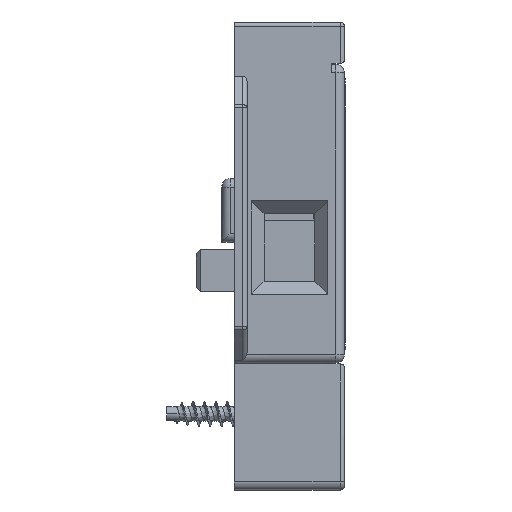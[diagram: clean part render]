
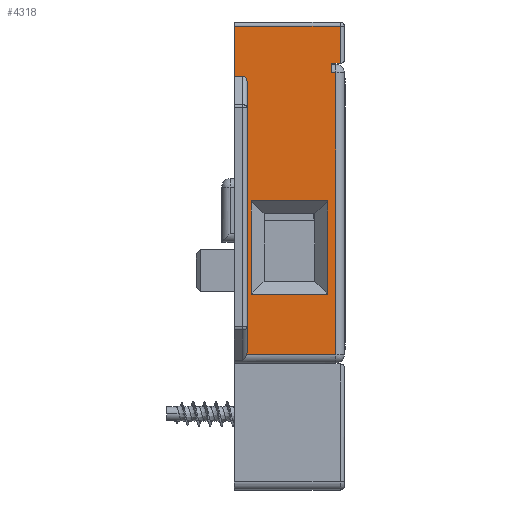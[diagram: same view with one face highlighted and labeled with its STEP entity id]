
A CAD part, front view. The second image highlights one B-rep face of the part: STEP entity #4318.
In plain terms, the highlighted face is planar.
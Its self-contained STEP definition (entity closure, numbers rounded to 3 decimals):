
#121=DIRECTION('',(0.,1.,0.));
#122=VECTOR('',#121,5.914);
#123=CARTESIAN_POINT('',(0.,0.5,-32.25));
#124=LINE('',#123,#122);
#636=DIRECTION('',(1.,0.,0.));
#637=VECTOR('',#636,10.545);
#638=CARTESIAN_POINT('',(1.455,39.3,-32.25));
#639=LINE('',#638,#637);
#666=CARTESIAN_POINT('',(1.5,39.007,-32.25));
#667=CARTESIAN_POINT('',(1.5,39.107,-32.25));
#668=CARTESIAN_POINT('',(1.486,39.205,-32.25));
#669=CARTESIAN_POINT('',(1.455,39.3,-32.25));
#715=DIRECTION('',(0.,-1.,0.));
#716=VECTOR('',#715,31.886);
#717=CARTESIAN_POINT('',(1.5,39.007,-32.25));
#718=LINE('',#717,#716);
#719=DIRECTION('',(1.,0.,0.));
#720=VECTOR('',#719,1.);
#721=CARTESIAN_POINT('',(0.,6.414,-32.25));
#722=LINE('',#721,#720);
#723=DIRECTION('',(-1.,0.,0.));
#724=VECTOR('',#723,1.);
#725=CARTESIAN_POINT('',(12.5,4.9,-32.25));
#726=LINE('',#725,#724);
#727=DIRECTION('',(0.,1.,0.));
#728=VECTOR('',#727,11.);
#729=CARTESIAN_POINT('',(11.,21.15,-32.25));
#730=LINE('',#729,#728);
#743=DIRECTION('',(-1.,0.,0.));
#744=VECTOR('',#743,9.);
#745=CARTESIAN_POINT('',(11.,32.15,-32.25));
#746=LINE('',#745,#744);
#755=DIRECTION('',(0.,-1.,0.));
#756=VECTOR('',#755,11.);
#757=CARTESIAN_POINT('',(2.,32.15,-32.25));
#758=LINE('',#757,#756);
#767=DIRECTION('',(1.,0.,0.));
#768=VECTOR('',#767,9.);
#769=CARTESIAN_POINT('',(2.,21.15,-32.25));
#770=LINE('',#769,#768);
#1128=DIRECTION('',(-1.,0.,0.));
#1129=VECTOR('',#1128,0.5);
#1130=CARTESIAN_POINT('',(12.,6.,-32.25));
#1131=LINE('',#1130,#1129);
#1153=DIRECTION('',(0.,-1.,0.));
#1154=VECTOR('',#1153,1.1);
#1155=CARTESIAN_POINT('',(11.5,6.,-32.25));
#1156=LINE('',#1155,#1154);
#1408=DIRECTION('',(-1.,0.,0.));
#1409=VECTOR('',#1408,12.5);
#1410=CARTESIAN_POINT('',(12.5,0.5,-32.25));
#1411=LINE('',#1410,#1409);
#1417=DIRECTION('',(0.,1.,0.));
#1418=VECTOR('',#1417,4.4);
#1419=CARTESIAN_POINT('',(12.5,0.5,-32.25));
#1420=LINE('',#1419,#1418);
#1973=DIRECTION('',(0.,1.,0.));
#1974=VECTOR('',#1973,33.3);
#1975=CARTESIAN_POINT('',(12.,6.,-32.25));
#1976=LINE('',#1975,#1974);
#2004=CARTESIAN_POINT('',(1.,6.414,-32.25));
#2005=CARTESIAN_POINT('',(1.101,6.414,-32.25));
#2006=CARTESIAN_POINT('',(1.236,6.48,-32.25));
#2007=CARTESIAN_POINT('',(1.426,6.692,-32.25));
#2008=CARTESIAN_POINT('',(1.5,6.92,-32.25));
#2009=CARTESIAN_POINT('',(1.5,7.121,-32.25));
#2643=CARTESIAN_POINT('',(11.5,4.9,-32.25));
#2644=VERTEX_POINT('',#2643);
#2651=CARTESIAN_POINT('',(11.5,6.,-32.25));
#2652=VERTEX_POINT('',#2651);
#2801=CARTESIAN_POINT('',(12.,6.,-32.25));
#2802=CARTESIAN_POINT('',(12.,39.3,-32.25));
#2803=VERTEX_POINT('',#2801);
#2804=VERTEX_POINT('',#2802);
#2921=CARTESIAN_POINT('',(2.,21.15,-32.25));
#2922=CARTESIAN_POINT('',(11.,21.15,-32.25));
#2923=VERTEX_POINT('',#2921);
#2924=VERTEX_POINT('',#2922);
#2929=CARTESIAN_POINT('',(2.,32.15,-32.25));
#2930=VERTEX_POINT('',#2929);
#2933=CARTESIAN_POINT('',(11.,32.15,-32.25));
#2934=VERTEX_POINT('',#2933);
#3211=CARTESIAN_POINT('',(12.5,0.5,-32.25));
#3212=CARTESIAN_POINT('',(0.,0.5,-32.25));
#3213=VERTEX_POINT('',#3211);
#3214=VERTEX_POINT('',#3212);
#3215=CARTESIAN_POINT('',(12.5,4.9,-32.25));
#3216=VERTEX_POINT('',#3215);
#3246=CARTESIAN_POINT('',(1.5,39.007,-32.25));
#3248=VERTEX_POINT('',#3246);
#3257=CARTESIAN_POINT('',(1.5,7.121,-32.25));
#3258=VERTEX_POINT('',#3257);
#3259=CARTESIAN_POINT('',(1.,6.414,-32.25));
#3260=VERTEX_POINT('',#3259);
#3263=CARTESIAN_POINT('',(0.,6.414,-32.25));
#3264=VERTEX_POINT('',#3263);
#3266=VERTEX_POINT('',#669);
#4281=CARTESIAN_POINT('',(0.,0.,-32.25));
#4282=DIRECTION('',(0.,0.,-1.));
#4283=DIRECTION('',(0.,1.,0.));
#4284=AXIS2_PLACEMENT_3D('',#4281,#4282,#4283);
#4285=PLANE('',#4284);
#4286=ORIENTED_EDGE('',*,*,#4173,.F.);
#4287=ORIENTED_EDGE('',*,*,#4205,.F.);
#4289=ORIENTED_EDGE('',*,*,#4288,.T.);
#4291=ORIENTED_EDGE('',*,*,#4290,.F.);
#4292=ORIENTED_EDGE('',*,*,#4274,.F.);
#4293=ORIENTED_EDGE('',*,*,#3358,.F.);
#4295=ORIENTED_EDGE('',*,*,#4294,.F.);
#4297=ORIENTED_EDGE('',*,*,#4296,.T.);
#4299=ORIENTED_EDGE('',*,*,#4298,.T.);
#4301=ORIENTED_EDGE('',*,*,#4300,.F.);
#4303=ORIENTED_EDGE('',*,*,#4302,.F.);
#4305=ORIENTED_EDGE('',*,*,#4304,.T.);
#4306=EDGE_LOOP('',(#4286,#4287,#4289,#4291,#4292,#4293,#4295,#4297,#4299,#4301,
#4303,#4305));
#4307=FACE_OUTER_BOUND('',#4306,.F.);
#4309=ORIENTED_EDGE('',*,*,#4308,.F.);
#4311=ORIENTED_EDGE('',*,*,#4310,.F.);
#4313=ORIENTED_EDGE('',*,*,#4312,.F.);
#4315=ORIENTED_EDGE('',*,*,#4314,.F.);
#4316=EDGE_LOOP('',(#4309,#4311,#4313,#4315));
#4317=FACE_BOUND('',#4316,.F.);
#4318=ADVANCED_FACE('',(#4307,#4317),#4285,.T.);
#670=B_SPLINE_CURVE_WITH_KNOTS('',3,(#666,#667,#668,#669),.UNSPECIFIED.,.F.,.F.,
(4,4),(0.,1.),.UNSPECIFIED.);
#2010=B_SPLINE_CURVE_WITH_KNOTS('',3,(#2004,#2005,#2006,#2007,#2008,#2009),
.UNSPECIFIED.,.F.,.F.,(4,1,1,4),(0.,0.25,0.5,1.),.UNSPECIFIED.);
#3358=EDGE_CURVE('',#3214,#3264,#124,.T.);
#4173=EDGE_CURVE('',#3266,#2804,#639,.T.);
#4205=EDGE_CURVE('',#3248,#3266,#670,.T.);
#4274=EDGE_CURVE('',#3264,#3260,#722,.T.);
#4288=EDGE_CURVE('',#3248,#3258,#718,.T.);
#4290=EDGE_CURVE('',#3260,#3258,#2010,.T.);
#4294=EDGE_CURVE('',#3213,#3214,#1411,.T.);
#4296=EDGE_CURVE('',#3213,#3216,#1420,.T.);
#4298=EDGE_CURVE('',#3216,#2644,#726,.T.);
#4300=EDGE_CURVE('',#2652,#2644,#1156,.T.);
#4302=EDGE_CURVE('',#2803,#2652,#1131,.T.);
#4304=EDGE_CURVE('',#2803,#2804,#1976,.T.);
#4308=EDGE_CURVE('',#2924,#2934,#730,.T.);
#4310=EDGE_CURVE('',#2923,#2924,#770,.T.);
#4312=EDGE_CURVE('',#2930,#2923,#758,.T.);
#4314=EDGE_CURVE('',#2934,#2930,#746,.T.);
